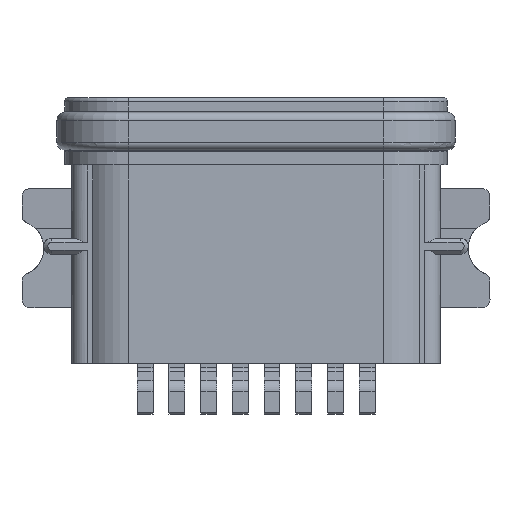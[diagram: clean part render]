
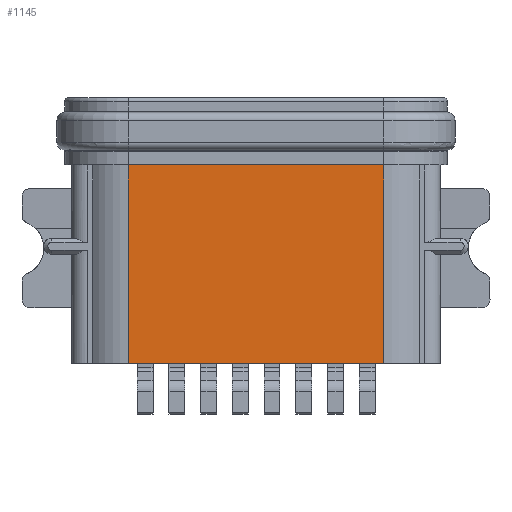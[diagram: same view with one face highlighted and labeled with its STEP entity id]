
A CAD part, front view. The second image highlights one B-rep face of the part: STEP entity #1145.
In plain terms, the highlighted planar face has unit normal (0, -1, 0).
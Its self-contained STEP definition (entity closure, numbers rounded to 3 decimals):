
#412=FACE_OUTER_BOUND('',#2545,.T.);
#1145=ADVANCED_FACE('',(#412),#1812,.F.);
#1812=PLANE('',#14296);
#2545=EDGE_LOOP('',(#4231,#4232,#4233,#4234));
#4231=ORIENTED_EDGE('',*,*,#9172,.F.);
#4232=ORIENTED_EDGE('',*,*,#8923,.F.);
#4233=ORIENTED_EDGE('',*,*,#9171,.F.);
#4234=ORIENTED_EDGE('',*,*,#8953,.T.);
#7575=VERTEX_POINT('',#19208);
#7576=VERTEX_POINT('',#19210);
#7603=VERTEX_POINT('',#19267);
#7604=VERTEX_POINT('',#19269);
#8923=EDGE_CURVE('',#7575,#7576,#10849,.T.);
#8953=EDGE_CURVE('',#7604,#7603,#10867,.T.);
#9171=EDGE_CURVE('',#7604,#7575,#11012,.T.);
#9172=EDGE_CURVE('',#7576,#7603,#11013,.T.);
#10849=LINE('',#19209,#12479);
#10867=LINE('',#19268,#12497);
#11012=LINE('',#19713,#12642);
#11013=LINE('',#19715,#12643);
#12479=VECTOR('',#15377,1.);
#12497=VECTOR('',#15421,1.);
#12642=VECTOR('',#15898,1.);
#12643=VECTOR('',#15901,1.);
#14296=AXIS2_PLACEMENT_3D('',#19716,#15902,#15903);
#15377=DIRECTION('',(-1.,0.,0.));
#15421=DIRECTION('',(-1.,0.,0.));
#15898=DIRECTION('',(0.,0.,-1.));
#15901=DIRECTION('',(0.,0.,1.));
#15902=DIRECTION('',(0.,1.,0.));
#15903=DIRECTION('',(-1.,0.,0.));
#19208=CARTESIAN_POINT('',(-131.273,-32.397,67.392));
#19209=CARTESIAN_POINT('',(-131.273,-32.397,67.392));
#19210=CARTESIAN_POINT('',(-137.713,-32.397,67.392));
#19267=CARTESIAN_POINT('',(-137.713,-32.397,72.392));
#19268=CARTESIAN_POINT('',(-131.273,-32.397,72.392));
#19269=CARTESIAN_POINT('',(-131.273,-32.397,72.392));
#19713=CARTESIAN_POINT('',(-131.273,-32.397,72.392));
#19715=CARTESIAN_POINT('',(-137.713,-32.397,67.392));
#19716=CARTESIAN_POINT('',(-137.841,-32.397,67.312));
